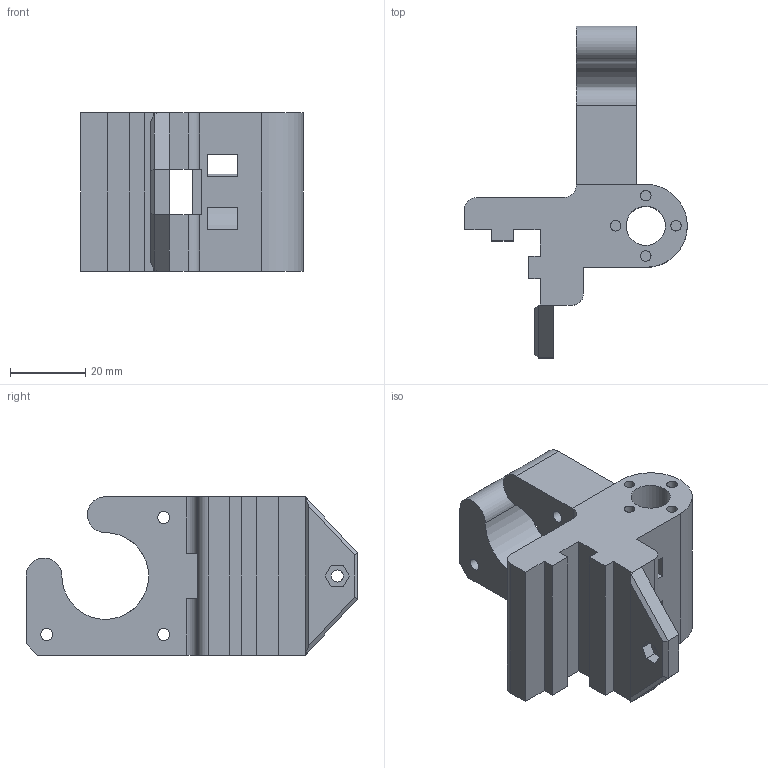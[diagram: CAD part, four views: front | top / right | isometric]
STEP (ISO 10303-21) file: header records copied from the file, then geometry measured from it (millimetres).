
FILE_DESCRIPTION(('FreeCAD Model'),'2;1');
FILE_NAME('x-motor-linear-holder-2020-TR8-x1.step','2021-06-28T17:24:46',('Author'),(''), 'Open CASCADE STEP processor 7.3','FreeCAD','Unknown');
FILE_SCHEMA(('AUTOMOTIVE_DESIGN { 1 0 10303 214 1 1 1 1 }'));
Length unit declared in the file: millimetre
Products named in the file (1): Chamfer001
Bounding box: 59 x 88 x 42 mm (x, y, z)
Volume: 53449.7 mm3; surface area: 19759.8 mm2
Topology: 1 solids, 1 shells, 87 faces, 220 edges, 143 vertices
Faces by surface type: plane 64, cylinder 23
Full cylindrical faces by diameter (mm): 2.8 x6, 3.2 x4, 6.8 x3, 10.4 x1
Entity records: 5530 total; most frequent: CARTESIAN_POINT 969, DIRECTION 863, LINE 548, VECTOR 548, ORIENTED_EDGE 440, PCURVE 440, DEFINITIONAL_REPRESENTATION 440, EDGE_CURVE 220
